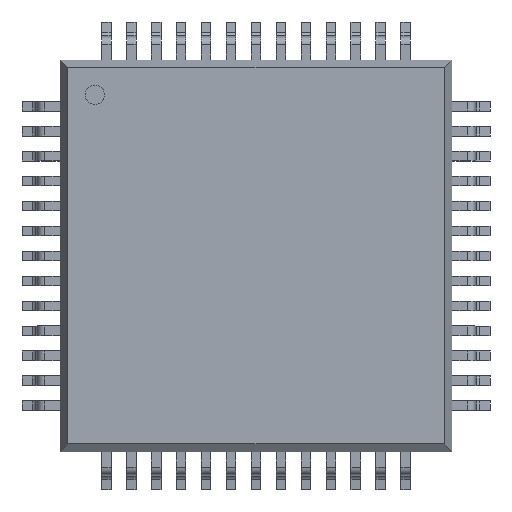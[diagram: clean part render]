
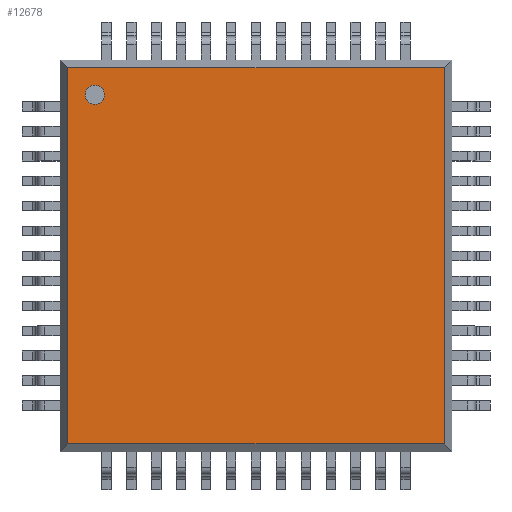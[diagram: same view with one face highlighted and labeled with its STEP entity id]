
A CAD part, top view. The second image highlights one B-rep face of the part: STEP entity #12678.
In plain terms, the highlighted planar face has unit normal (0, 0, 1).
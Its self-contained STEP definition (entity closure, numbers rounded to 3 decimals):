
#87=LINE($,#18532,#1571);
#90=LINE($,#18538,#1574);
#94=LINE($,#18544,#1578);
#96=LINE($,#18547,#1580);
#1571=VECTOR($,#14720,9.8);
#1574=VECTOR($,#14725,9.8);
#1578=VECTOR($,#14731,9.8);
#1580=VECTOR($,#14735,9.8);
#3051=PLANE($,#13531);
#3574=FACE_BOUND($,#4335,.T.);
#3589=FACE_OUTER_BOUND($,#4334,.T.);
#4334=EDGE_LOOP($,(#8702,#8703,#8704,#8705));
#4335=EDGE_LOOP($,(#8706));
#5066=CIRCLE($,#13517,0.25);
#5484=VERTEX_POINT($,#18491);
#5496=VERTEX_POINT($,#18530);
#5497=VERTEX_POINT($,#18531);
#5498=VERTEX_POINT($,#18536);
#5499=VERTEX_POINT($,#18537);
#6750=EDGE_CURVE($,#5484,#5484,#5066,.T.);
#6768=EDGE_CURVE($,#5496,#5497,#87,.T.);
#6771=EDGE_CURVE($,#5498,#5499,#90,.T.);
#6775=EDGE_CURVE($,#5499,#5496,#94,.T.);
#6777=EDGE_CURVE($,#5497,#5498,#96,.T.);
#8702=ORIENTED_EDGE($,*,*,#6771,.F.);
#8703=ORIENTED_EDGE($,*,*,#6777,.F.);
#8704=ORIENTED_EDGE($,*,*,#6768,.F.);
#8705=ORIENTED_EDGE($,*,*,#6775,.F.);
#8706=ORIENTED_EDGE($,*,*,#6750,.T.);
#12678=ADVANCED_FACE($,(#3589,#3574),#3051,.F.);
#13517=AXIS2_PLACEMENT_3D($,#18492,#14683,#14684);
#13531=AXIS2_PLACEMENT_3D($,#18550,#14739,#14740);
#14683=DIRECTION('center_axis',(0.,0.,-1.));
#14684=DIRECTION('ref_axis',(1.,0.,0.));
#14720=DIRECTION($,(0.,-1.,0.));
#14725=DIRECTION($,(0.,1.,0.));
#14731=DIRECTION($,(1.,0.,0.));
#14735=DIRECTION($,(-1.,0.,0.));
#14739=DIRECTION('center_axis',(0.,0.,-1.));
#14740=DIRECTION('ref_axis',(1.,0.,0.));
#18491=CARTESIAN_POINT('',(-3.95,4.2,1.6));
#18492=CARTESIAN_POINT('Origin',(-4.2,4.2,1.6));
#18530=CARTESIAN_POINT('',(4.9,4.9,1.6));
#18531=CARTESIAN_POINT('',(4.9,-4.9,1.6));
#18532=CARTESIAN_POINT($,(4.9,0.,1.6));
#18536=CARTESIAN_POINT('',(-4.9,-4.9,1.6));
#18537=CARTESIAN_POINT('',(-4.9,4.9,1.6));
#18538=CARTESIAN_POINT($,(-4.9,0.,1.6));
#18544=CARTESIAN_POINT($,(0.,4.9,1.6));
#18547=CARTESIAN_POINT($,(0.,-4.9,1.6));
#18550=CARTESIAN_POINT('Origin',(0.,0.,1.6));
